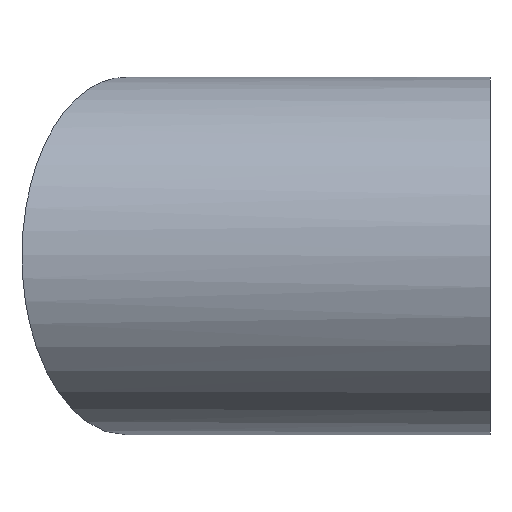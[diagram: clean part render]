
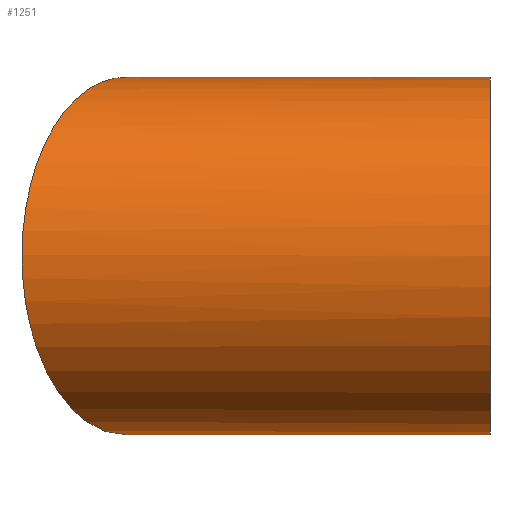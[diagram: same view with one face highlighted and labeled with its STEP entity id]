
A CAD part, left-side view. The second image highlights one B-rep face of the part: STEP entity #1251.
In plain terms, the highlighted cylindrical face has radius 140 mm (diameter 280 mm), a full revolution.
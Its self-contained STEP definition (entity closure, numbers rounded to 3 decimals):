
#1251 = ADVANCED_FACE( '', ( #3199, #3200 ), #3201, .T. );
#3199 = FACE_OUTER_BOUND( '', #5530, .T. );
#3200 = FACE_OUTER_BOUND( '', #5531, .T. );
#3201 = CYLINDRICAL_SURFACE( '', #5532, 140. );
#5530 = EDGE_LOOP( '', ( #10133 ) );
#5531 = EDGE_LOOP( '', ( #10134 ) );
#5532 = AXIS2_PLACEMENT_3D( '', #10135, #10136, #10137 );
#10133 = ORIENTED_EDGE( '', *, *, #15340, .T. );
#10134 = ORIENTED_EDGE( '', *, *, #15341, .F. );
#10135 = CARTESIAN_POINT( '', ( 0., 0., 0. ) );
#10136 = DIRECTION( '', ( 0., 1., 0. ) );
#10137 = DIRECTION( '', ( 0., 0., -1. ) );
#15340 = EDGE_CURVE( '', #19294, #19294, #19295, .F. );
#15341 = EDGE_CURVE( '', #19296, #19296, #19297, .T. );
#19294 = VERTEX_POINT( '', #24979 );
#19295 = ELLIPSE( '', #24980, 161.658, 140. );
#19296 = VERTEX_POINT( '', #24981 );
#19297 = CIRCLE( '', #24982, 140. );
#24979 = CARTESIAN_POINT( '', ( 140., 204.965, 0. ) );
#24980 = AXIS2_PLACEMENT_3D( '', #27607, #27608, #27609 );
#24981 = CARTESIAN_POINT( '', ( 0., 0., -140. ) );
#24982 = AXIS2_PLACEMENT_3D( '', #27610, #27611, #27612 );
#27607 = CARTESIAN_POINT( '', ( 0., 285.794, 0. ) );
#27608 = DIRECTION( '', ( 0.5, 0.866, 0. ) );
#27609 = DIRECTION( '', ( 0.866, -0.5, 0. ) );
#27610 = CARTESIAN_POINT( '', ( 0., 0., 0. ) );
#27611 = DIRECTION( '', ( 0., -1., 0. ) );
#27612 = DIRECTION( '', ( 0., 0., -1. ) );
